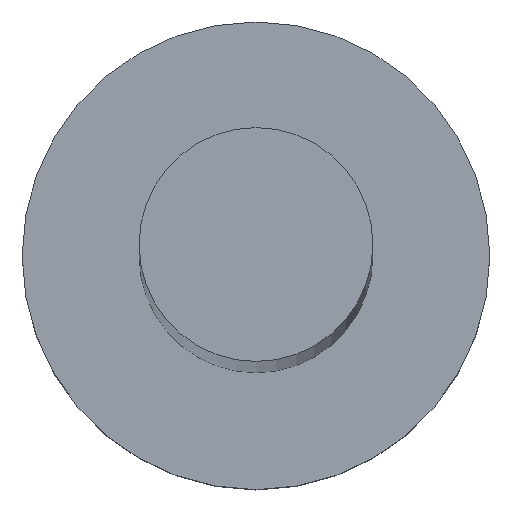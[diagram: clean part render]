
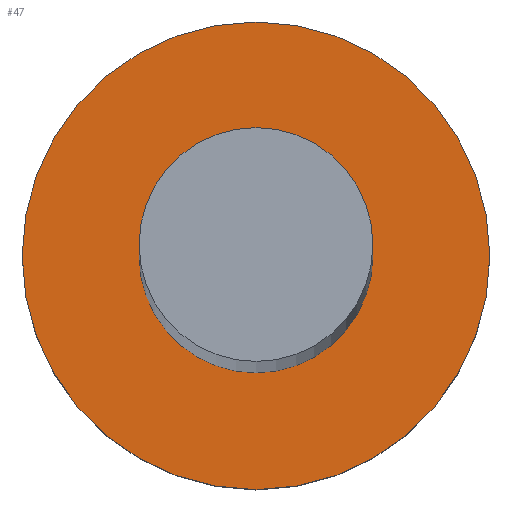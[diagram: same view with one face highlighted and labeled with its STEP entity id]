
A CAD part, top view. The second image highlights one B-rep face of the part: STEP entity #47.
In plain terms, the highlighted planar face has unit normal (0, 0, 1).
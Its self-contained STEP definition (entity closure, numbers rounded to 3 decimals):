
#10 = CARTESIAN_POINT ( 'NONE',  ( 0., 0., 3. ) ) ;
#20 = DIRECTION ( 'NONE',  ( 0., 0., 1. ) ) ;
#23 = AXIS2_PLACEMENT_3D ( 'NONE', #149, #20, #109 ) ;
#26 = ORIENTED_EDGE ( 'NONE', *, *, #206, .T. ) ;
#33 = CARTESIAN_POINT ( 'NONE',  ( 1.75, 0., 3. ) ) ;
#42 = DIRECTION ( 'NONE',  ( 1., 0., 0. ) ) ;
#47 = ADVANCED_FACE ( 'NONE', ( #113, #81 ), #193, .T. ) ;
#48 = ORIENTED_EDGE ( 'NONE', *, *, #224, .F. ) ;
#51 = CARTESIAN_POINT ( 'NONE',  ( -1.75, 0., 3. ) ) ;
#61 = EDGE_LOOP ( 'NONE', ( #147, #48 ) ) ;
#64 = CIRCLE ( 'NONE', #23, 1.75 ) ;
#68 = EDGE_CURVE ( 'NONE', #192, #92, #199, .T. ) ;
#81 = FACE_OUTER_BOUND ( 'NONE', #159, .T. ) ;
#87 = CIRCLE ( 'NONE', #134, 3.5 ) ;
#90 = DIRECTION ( 'NONE',  ( 0., 0., 1. ) ) ;
#92 = VERTEX_POINT ( 'NONE', #33 ) ;
#106 = DIRECTION ( 'NONE',  ( 0., 0., 1. ) ) ;
#108 = DIRECTION ( 'NONE',  ( 1., 0., 0. ) ) ;
#109 = DIRECTION ( 'NONE',  ( 1., 0., 0. ) ) ;
#113 = FACE_BOUND ( 'NONE', #61, .T. ) ;
#116 = AXIS2_PLACEMENT_3D ( 'NONE', #129, #90, #108 ) ;
#126 = AXIS2_PLACEMENT_3D ( 'NONE', #171, #250, #42 ) ;
#129 = CARTESIAN_POINT ( 'NONE',  ( 0., 0., 3. ) ) ;
#130 = DIRECTION ( 'NONE',  ( 0., 0., 1. ) ) ;
#134 = AXIS2_PLACEMENT_3D ( 'NONE', #10, #130, #137 ) ;
#137 = DIRECTION ( 'NONE',  ( 1., 0., 0. ) ) ;
#142 = CARTESIAN_POINT ( 'NONE',  ( 0., 0., 3. ) ) ;
#147 = ORIENTED_EDGE ( 'NONE', *, *, #68, .F. ) ;
#149 = CARTESIAN_POINT ( 'NONE',  ( 0., 0., 3. ) ) ;
#151 = CARTESIAN_POINT ( 'NONE',  ( 3.5, 0., 3. ) ) ;
#157 = ORIENTED_EDGE ( 'NONE', *, *, #189, .T. ) ;
#159 = EDGE_LOOP ( 'NONE', ( #157, #26 ) ) ;
#171 = CARTESIAN_POINT ( 'NONE',  ( 0., 0., 3. ) ) ;
#189 = EDGE_CURVE ( 'NONE', #209, #233, #87, .T. ) ;
#190 = CARTESIAN_POINT ( 'NONE',  ( -3.5, 0., 3. ) ) ;
#192 = VERTEX_POINT ( 'NONE', #51 ) ;
#193 = PLANE ( 'NONE',  #126 ) ;
#196 = DIRECTION ( 'NONE',  ( 1., 0., 0. ) ) ;
#199 = CIRCLE ( 'NONE', #231, 1.75 ) ;
#206 = EDGE_CURVE ( 'NONE', #233, #209, #253, .T. ) ;
#209 = VERTEX_POINT ( 'NONE', #190 ) ;
#224 = EDGE_CURVE ( 'NONE', #92, #192, #64, .T. ) ;
#231 = AXIS2_PLACEMENT_3D ( 'NONE', #142, #106, #196 ) ;
#233 = VERTEX_POINT ( 'NONE', #151 ) ;
#250 = DIRECTION ( 'NONE',  ( 0., 0., 1. ) ) ;
#253 = CIRCLE ( 'NONE', #116, 3.5 ) ;
